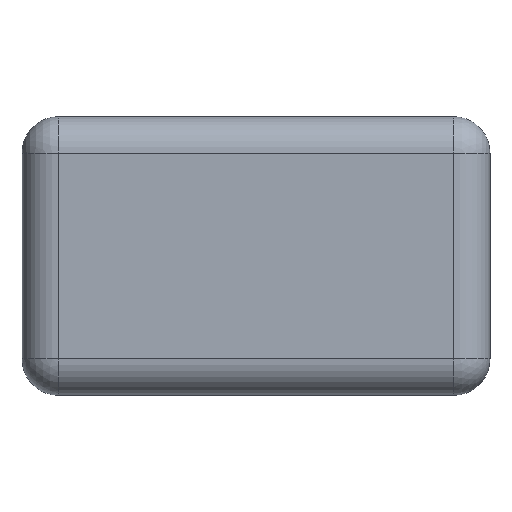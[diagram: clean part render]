
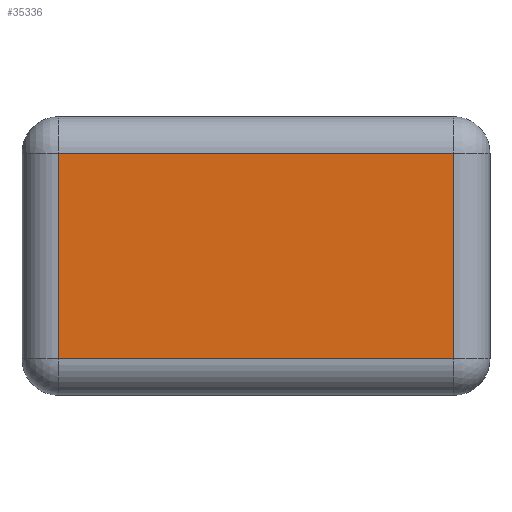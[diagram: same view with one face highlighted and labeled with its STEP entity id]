
A CAD part, front view. The second image highlights one B-rep face of the part: STEP entity #35336.
In plain terms, the highlighted planar face has unit normal (0, -1, 0).
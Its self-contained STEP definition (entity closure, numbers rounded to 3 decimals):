
#571 = CARTESIAN_POINT ( 'NONE',  ( -433.631, -324.674, -225.885 ) ) ;
#2543 = VERTEX_POINT ( 'NONE', #53557 ) ;
#6518 = DIRECTION ( 'NONE',  ( 0., 0., -1. ) ) ;
#7927 = CARTESIAN_POINT ( 'NONE',  ( -433.631, -324.674, -225.885 ) ) ;
#8189 = PLANE ( 'NONE',  #19916 ) ;
#8308 = ORIENTED_EDGE ( 'NONE', *, *, #60223, .T. ) ;
#8993 = LINE ( 'NONE', #60644, #11487 ) ;
#10246 = CARTESIAN_POINT ( 'NONE',  ( -433.631, -324.674, 225.885 ) ) ;
#11487 = VECTOR ( 'NONE', #15758, 1000. ) ;
#12894 = EDGE_CURVE ( 'NONE', #27571, #47096, #46435, .T. ) ;
#13445 = CARTESIAN_POINT ( 'NONE',  ( 433.631, -324.674, -225.885 ) ) ;
#15328 = CARTESIAN_POINT ( 'NONE',  ( -433.631, -324.674, -225.885 ) ) ;
#15758 = DIRECTION ( 'NONE',  ( 1., 0., 0. ) ) ;
#19916 = AXIS2_PLACEMENT_3D ( 'NONE', #571, #26416, #6518 ) ;
#20411 = EDGE_CURVE ( 'NONE', #71405, #2543, #70231, .T. ) ;
#25018 = ORIENTED_EDGE ( 'NONE', *, *, #12894, .T. ) ;
#25288 = ORIENTED_EDGE ( 'NONE', *, *, #20411, .T. ) ;
#25967 = DIRECTION ( 'NONE',  ( -1., 0., 0. ) ) ;
#26416 = DIRECTION ( 'NONE',  ( 0., -1., 0. ) ) ;
#27571 = VERTEX_POINT ( 'NONE', #10246 ) ;
#35336 = ADVANCED_FACE ( 'NONE', ( #39932 ), #8189, .T. ) ;
#39091 = LINE ( 'NONE', #71720, #49633 ) ;
#39648 = ORIENTED_EDGE ( 'NONE', *, *, #81963, .T. ) ;
#39932 = FACE_OUTER_BOUND ( 'NONE', #45473, .T. ) ;
#45473 = EDGE_LOOP ( 'NONE', ( #39648, #25018, #8308, #25288 ) ) ;
#46435 = LINE ( 'NONE', #7927, #76536 ) ;
#47096 = VERTEX_POINT ( 'NONE', #15328 ) ;
#49633 = VECTOR ( 'NONE', #25967, 1000. ) ;
#50870 = VECTOR ( 'NONE', #58747, 1000. ) ;
#53557 = CARTESIAN_POINT ( 'NONE',  ( 433.631, -324.674, 225.885 ) ) ;
#58747 = DIRECTION ( 'NONE',  ( 0., 0., 1. ) ) ;
#59579 = DIRECTION ( 'NONE',  ( 0., 0., -1. ) ) ;
#60223 = EDGE_CURVE ( 'NONE', #47096, #71405, #8993, .T. ) ;
#60644 = CARTESIAN_POINT ( 'NONE',  ( -433.631, -324.674, -225.885 ) ) ;
#69171 = CARTESIAN_POINT ( 'NONE',  ( 433.631, -324.674, -225.885 ) ) ;
#70231 = LINE ( 'NONE', #13445, #50870 ) ;
#71405 = VERTEX_POINT ( 'NONE', #69171 ) ;
#71720 = CARTESIAN_POINT ( 'NONE',  ( -433.631, -324.674, 225.885 ) ) ;
#76536 = VECTOR ( 'NONE', #59579, 1000. ) ;
#81963 = EDGE_CURVE ( 'NONE', #2543, #27571, #39091, .T. ) ;
